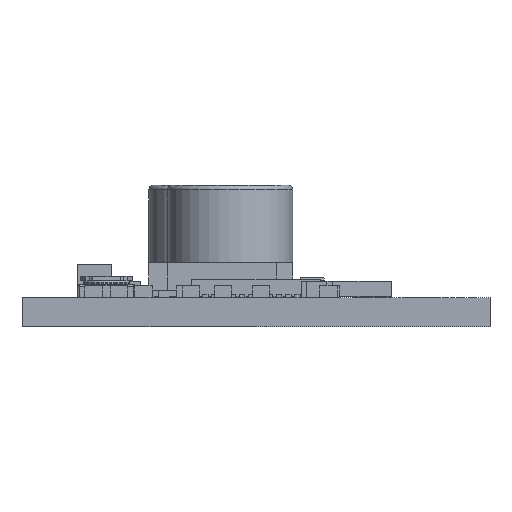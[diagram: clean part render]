
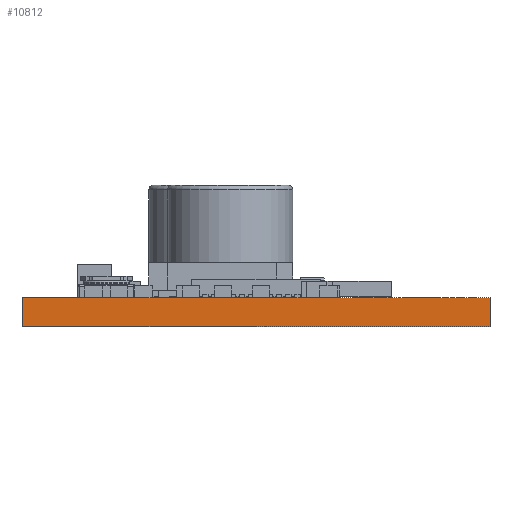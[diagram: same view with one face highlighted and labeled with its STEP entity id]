
A CAD part, front view. The second image highlights one B-rep face of the part: STEP entity #10812.
In plain terms, the highlighted planar face has unit normal (0, -1, 0).
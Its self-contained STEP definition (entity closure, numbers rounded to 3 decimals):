
#3411 = DIRECTION ( 'NONE',  ( 0., 1., 0. ) ) ;
#5292 = CARTESIAN_POINT ( 'NONE',  ( 0., 0., 1.575 ) ) ;
#5521 = ORIENTED_EDGE ( 'NONE', *, *, #14215, .T. ) ;
#6647 = DIRECTION ( 'NONE',  ( 1., 0., 0. ) ) ;
#8038 = CARTESIAN_POINT ( 'NONE',  ( 0., 0., 1.575 ) ) ;
#10812 = ADVANCED_FACE ( 'NONE', ( #47794 ), #51088, .F. ) ;
#13717 = ORIENTED_EDGE ( 'NONE', *, *, #38297, .T. ) ;
#14215 = EDGE_CURVE ( 'NONE', #40148, #17817, #32799, .T. ) ;
#14475 = CARTESIAN_POINT ( 'NONE',  ( 25.4, 0., 1.575 ) ) ;
#15027 = CARTESIAN_POINT ( 'NONE',  ( 0., 0., 0. ) ) ;
#17817 = VERTEX_POINT ( 'NONE', #24658 ) ;
#18692 = CARTESIAN_POINT ( 'NONE',  ( 25.4, 0., 1.575 ) ) ;
#19027 = LINE ( 'NONE', #25529, #44062 ) ;
#19766 = CARTESIAN_POINT ( 'NONE',  ( 0., 0., 1.575 ) ) ;
#19835 = VECTOR ( 'NONE', #48536, 1000. ) ;
#23265 = DIRECTION ( 'NONE',  ( 0., 0., -1. ) ) ;
#24658 = CARTESIAN_POINT ( 'NONE',  ( 25.4, 0., 0. ) ) ;
#25529 = CARTESIAN_POINT ( 'NONE',  ( 0., 0., 1.575 ) ) ;
#25967 = CARTESIAN_POINT ( 'NONE',  ( 0., 0., 0. ) ) ;
#25984 = AXIS2_PLACEMENT_3D ( 'NONE', #8038, #3411, #50556 ) ;
#26769 = EDGE_CURVE ( 'NONE', #35898, #48634, #48822, .T. ) ;
#29564 = ORIENTED_EDGE ( 'NONE', *, *, #54423, .F. ) ;
#31966 = ORIENTED_EDGE ( 'NONE', *, *, #26769, .F. ) ;
#32799 = LINE ( 'NONE', #15027, #51000 ) ;
#34133 = DIRECTION ( 'NONE',  ( 0., 0., -1. ) ) ;
#34408 = EDGE_LOOP ( 'NONE', ( #5521, #29564, #31966, #13717 ) ) ;
#35898 = VERTEX_POINT ( 'NONE', #19766 ) ;
#38297 = EDGE_CURVE ( 'NONE', #35898, #40148, #19027, .T. ) ;
#40148 = VERTEX_POINT ( 'NONE', #25967 ) ;
#41484 = VECTOR ( 'NONE', #23265, 1000. ) ;
#44062 = VECTOR ( 'NONE', #34133, 1000. ) ;
#47794 = FACE_OUTER_BOUND ( 'NONE', #34408, .T. ) ;
#48536 = DIRECTION ( 'NONE',  ( 1., 0., 0. ) ) ;
#48634 = VERTEX_POINT ( 'NONE', #14475 ) ;
#48822 = LINE ( 'NONE', #5292, #19835 ) ;
#50556 = DIRECTION ( 'NONE',  ( 0., 0., 1. ) ) ;
#51000 = VECTOR ( 'NONE', #6647, 1000. ) ;
#51088 = PLANE ( 'NONE',  #25984 ) ;
#52894 = LINE ( 'NONE', #18692, #41484 ) ;
#54423 = EDGE_CURVE ( 'NONE', #48634, #17817, #52894, .T. ) ;
